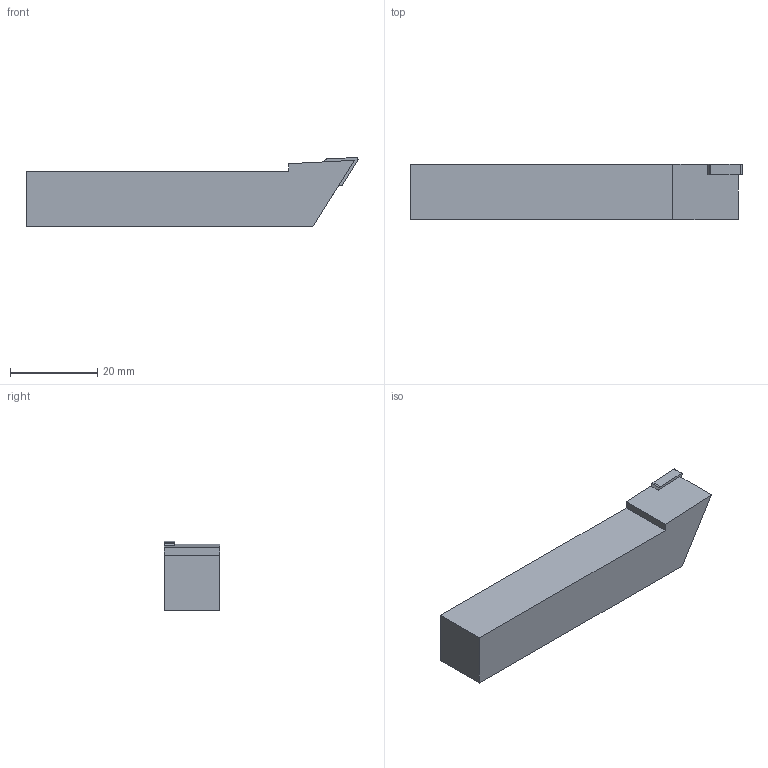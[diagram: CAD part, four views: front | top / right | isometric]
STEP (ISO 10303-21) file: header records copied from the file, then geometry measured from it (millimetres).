
FILE_DESCRIPTION(('produced by SPATIAL CORP'),'2;1');
FILE_NAME( 'cdjnl_16.prt.hh.sat.stp','2002-04-19T13:47:07+00:00',('SPATIAL CORP'),('SPATIAL CORP'), 'ACIS STEP Husk','http://www.spatial.com','SPATIAL CORP');
FILE_SCHEMA(('CONFIG_CONTROL_DESIGN'));
Length unit declared in the file: millimetre
Products named in the file (1): PRODUCT_ID_1
Bounding box: 76.2 x 12.7 x 15.87 mm (x, y, z)
Volume: 11661 mm3; surface area: 4125.1 mm2
Topology: 1 solids, 1 shells, 25 faces, 67 edges, 44 vertices
Faces by surface type: plane 17, cylinder 8
Entity records: 821 total; most frequent: ORIENTED_EDGE 134, CARTESIAN_POINT 127, DIRECTION 115, EDGE_CURVE 67, VECTOR 51, LINE 51, VERTEX_POINT 44, AXIS2_PLACEMENT_3D 32
